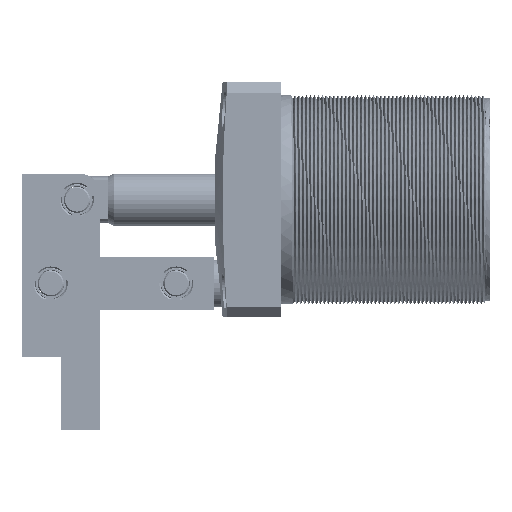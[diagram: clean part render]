
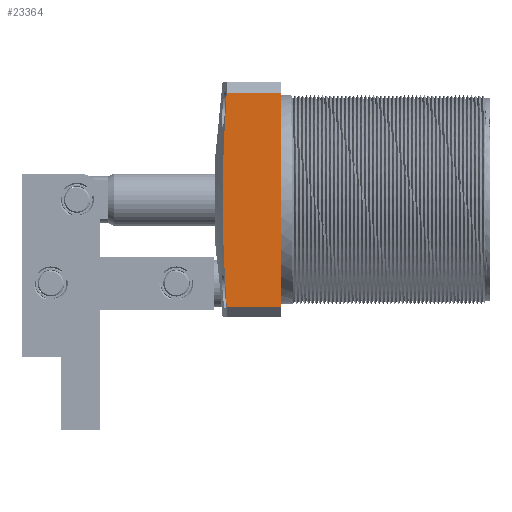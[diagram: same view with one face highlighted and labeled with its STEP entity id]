
A CAD part, left-side view. The second image highlights one B-rep face of the part: STEP entity #23364.
In plain terms, the highlighted face is planar.
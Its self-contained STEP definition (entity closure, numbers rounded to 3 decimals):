
#1691 = VECTOR ( 'NONE', #106463, 1000. ) ;
#2779 = LINE ( 'NONE', #121212, #1691 ) ;
#14620 = CARTESIAN_POINT ( 'NONE',  ( 45., 21.547, -27.335 ) ) ;
#16519 = FACE_OUTER_BOUND ( 'NONE', #32486, .T. ) ;
#23364 = ADVANCED_FACE ( 'NONE', ( #16519 ), #40306, .T. ) ;
#27913 = VERTEX_POINT ( 'NONE', #153540 ) ;
#30704 = CARTESIAN_POINT ( 'NONE',  ( 45., 20.693, -41. ) ) ;
#32486 = EDGE_LOOP ( 'NONE', ( #77025, #111105, #33671, #64942 ) ) ;
#33671 = ORIENTED_EDGE ( 'NONE', *, *, #151653, .T. ) ;
#37866 = DIRECTION ( 'NONE',  ( 0., 0., -1. ) ) ;
#37902 = DIRECTION ( 'NONE',  ( 1., 0., 0. ) ) ;
#38534 = CARTESIAN_POINT ( 'NONE',  ( 45., 0., 45. ) ) ;
#40306 = PLANE ( 'NONE',  #91523 ) ;
#55069 = VERTEX_POINT ( 'NONE', #109197 ) ;
#59091 = CARTESIAN_POINT ( 'NONE',  ( 45., 20.693, 41. ) ) ;
#60625 = CARTESIAN_POINT ( 'NONE',  ( 45., 0., 41. ) ) ;
#64942 = ORIENTED_EDGE ( 'NONE', *, *, #87109, .T. ) ;
#77025 = ORIENTED_EDGE ( 'NONE', *, *, #77289, .T. ) ;
#77289 = EDGE_CURVE ( 'NONE', #88913, #55069, #2779, .T. ) ;
#77948 = CARTESIAN_POINT ( 'NONE',  ( 45., 21.546, 27.346 ) ) ;
#87109 = EDGE_CURVE ( 'NONE', #27913, #88913, #169924, .T. ) ;
#88913 = VERTEX_POINT ( 'NONE', #158660 ) ;
#91523 = AXIS2_PLACEMENT_3D ( 'NONE', #38534, #37902, #37866 ) ;
#93923 = CARTESIAN_POINT ( 'NONE',  ( 45., 22.269, 6.854 ) ) ;
#106463 = DIRECTION ( 'NONE',  ( 0., 1., 0. ) ) ;
#109188 = LINE ( 'NONE', #60625, #111596 ) ;
#109197 = CARTESIAN_POINT ( 'NONE',  ( 45., 20.693, -41. ) ) ;
#109909 = CARTESIAN_POINT ( 'NONE',  ( 45., 22.11, -13.655 ) ) ;
#111105 = ORIENTED_EDGE ( 'NONE', *, *, #156564, .F. ) ;
#111596 = VECTOR ( 'NONE', #171500, 1000. ) ;
#116472 = DIRECTION ( 'NONE',  ( 0., 0., -1. ) ) ;
#121212 = CARTESIAN_POINT ( 'NONE',  ( 45., -61., -41. ) ) ;
#123216 = CARTESIAN_POINT ( 'NONE',  ( 45., 0., 45. ) ) ;
#125156 = CARTESIAN_POINT ( 'NONE',  ( 45., 21.15, 34.174 ) ) ;
#125824 = CARTESIAN_POINT ( 'NONE',  ( 45., 21.15, -34.169 ) ) ;
#151629 = B_SPLINE_CURVE_WITH_KNOTS ( 'NONE', 3,
 ( #156906, #125156, #77948, #188724, #93923, #204504, #109909, #14620, #125824, #30704 ),
 .UNSPECIFIED., .F., .F.,
 ( 4, 2, 2, 2, 4 ),
 ( 0., 0.021, 0.041, 0.062, 0.082 ),
 .UNSPECIFIED. ) ;
#151653 = EDGE_CURVE ( 'NONE', #186366, #27913, #109188, .T. ) ;
#153540 = CARTESIAN_POINT ( 'NONE',  ( 45., 0., 41. ) ) ;
#156564 = EDGE_CURVE ( 'NONE', #186366, #55069, #151629, .T. ) ;
#156906 = CARTESIAN_POINT ( 'NONE',  ( 45., 20.693, 41. ) ) ;
#158660 = CARTESIAN_POINT ( 'NONE',  ( 45., 0., -41. ) ) ;
#168316 = VECTOR ( 'NONE', #116472, 1000. ) ;
#169924 = LINE ( 'NONE', #123216, #168316 ) ;
#171500 = DIRECTION ( 'NONE',  ( 0., -1., 0. ) ) ;
#186366 = VERTEX_POINT ( 'NONE', #59091 ) ;
#188724 = CARTESIAN_POINT ( 'NONE',  ( 45., 22.109, 13.686 ) ) ;
#204504 = CARTESIAN_POINT ( 'NONE',  ( 45., 22.27, -6.816 ) ) ;
